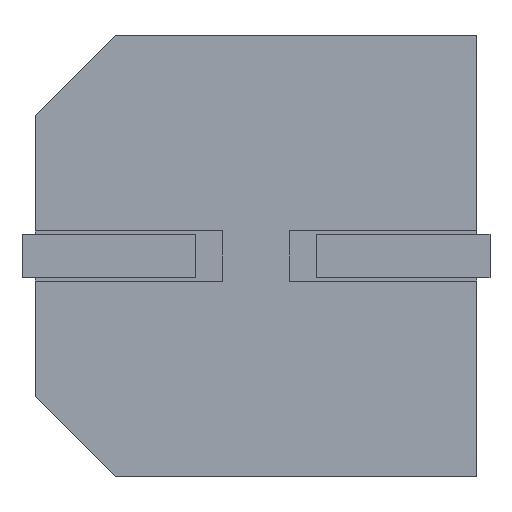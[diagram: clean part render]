
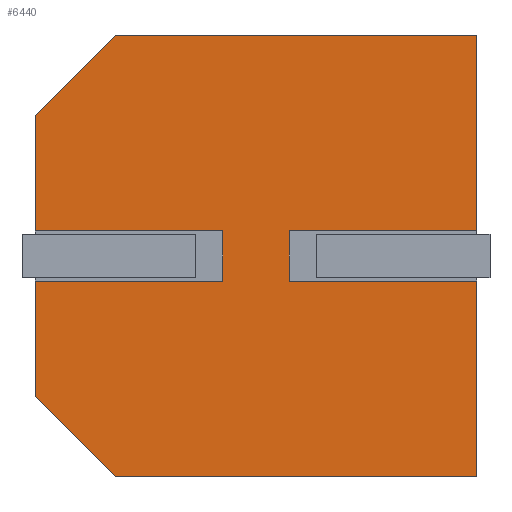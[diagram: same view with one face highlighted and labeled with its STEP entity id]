
A CAD part, front view. The second image highlights one B-rep face of the part: STEP entity #6440.
In plain terms, the highlighted planar face has unit normal (0, -1, 0).
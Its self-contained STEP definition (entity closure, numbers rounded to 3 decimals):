
#65 = DIRECTION ( 'NONE',  ( 1., 0., 0. ) ) ;
#78 = ORIENTED_EDGE ( 'NONE', *, *, #2262, .F. ) ;
#117 = EDGE_CURVE ( 'NONE', #4373, #4391, #4738, .T. ) ;
#168 = EDGE_CURVE ( 'NONE', #347, #635, #4172, .T. ) ;
#296 = EDGE_CURVE ( 'NONE', #4391, #2591, #1253, .T. ) ;
#347 = VERTEX_POINT ( 'NONE', #3440 ) ;
#400 = EDGE_CURVE ( 'NONE', #635, #4764, #6592, .T. ) ;
#431 = EDGE_CURVE ( 'NONE', #3088, #5439, #6745, .T. ) ;
#500 = CARTESIAN_POINT ( 'NONE',  ( -0.5, 0.1, -0.375 ) ) ;
#521 = DIRECTION ( 'NONE',  ( 0., 0., 1. ) ) ;
#614 = CARTESIAN_POINT ( 'NONE',  ( 0.5, 0.1, -0.375 ) ) ;
#635 = VERTEX_POINT ( 'NONE', #4966 ) ;
#643 = DIRECTION ( 'NONE',  ( 0., 0., 1. ) ) ;
#719 = AXIS2_PLACEMENT_3D ( 'NONE', #1519, #6300, #2007 ) ;
#742 = CARTESIAN_POINT ( 'NONE',  ( 3.3, 0.1, -3.3 ) ) ;
#743 = CARTESIAN_POINT ( 'NONE',  ( 3.3, 0.1, 3.3 ) ) ;
#777 = VECTOR ( 'NONE', #928, 1000. ) ;
#850 = CARTESIAN_POINT ( 'NONE',  ( -2.1, 0.1, -3.3 ) ) ;
#928 = DIRECTION ( 'NONE',  ( 1., 0., 0. ) ) ;
#998 = VECTOR ( 'NONE', #4235, 1000. ) ;
#1023 = ORIENTED_EDGE ( 'NONE', *, *, #4460, .F. ) ;
#1167 = ORIENTED_EDGE ( 'NONE', *, *, #5348, .F. ) ;
#1253 = LINE ( 'NONE', #1749, #2258 ) ;
#1474 = ORIENTED_EDGE ( 'NONE', *, *, #400, .F. ) ;
#1510 = ORIENTED_EDGE ( 'NONE', *, *, #1541, .F. ) ;
#1519 = CARTESIAN_POINT ( 'NONE',  ( 0., 0.1, 0. ) ) ;
#1538 = LINE ( 'NONE', #4229, #777 ) ;
#1541 = EDGE_CURVE ( 'NONE', #6059, #3349, #6568, .T. ) ;
#1558 = EDGE_CURVE ( 'NONE', #4285, #347, #6487, .T. ) ;
#1621 = LINE ( 'NONE', #614, #5697 ) ;
#1749 = CARTESIAN_POINT ( 'NONE',  ( -3.3, 0.1, 2.1 ) ) ;
#1764 = CARTESIAN_POINT ( 'NONE',  ( -0.5, 0.1, -0.375 ) ) ;
#1809 = DIRECTION ( 'NONE',  ( -0.707, 0., 0.707 ) ) ;
#1826 = CARTESIAN_POINT ( 'NONE',  ( -3.3, 0.1, -0.375 ) ) ;
#1829 = VECTOR ( 'NONE', #521, 1000. ) ;
#1855 = CARTESIAN_POINT ( 'NONE',  ( -3.3, 0.1, -2.1 ) ) ;
#1963 = ORIENTED_EDGE ( 'NONE', *, *, #117, .F. ) ;
#2007 = DIRECTION ( 'NONE',  ( 0., 0., 1. ) ) ;
#2044 = VECTOR ( 'NONE', #6716, 1000. ) ;
#2255 = VERTEX_POINT ( 'NONE', #3549 ) ;
#2258 = VECTOR ( 'NONE', #3929, 1000. ) ;
#2262 = EDGE_CURVE ( 'NONE', #2609, #6059, #5932, .T. ) ;
#2325 = EDGE_CURVE ( 'NONE', #2591, #4285, #1538, .T. ) ;
#2376 = VECTOR ( 'NONE', #6747, 1000. ) ;
#2412 = CARTESIAN_POINT ( 'NONE',  ( -3.3, 0.1, 0.375 ) ) ;
#2580 = CARTESIAN_POINT ( 'NONE',  ( -2.1, 0.1, -3.3 ) ) ;
#2591 = VERTEX_POINT ( 'NONE', #3230 ) ;
#2599 = ORIENTED_EDGE ( 'NONE', *, *, #2325, .F. ) ;
#2609 = VERTEX_POINT ( 'NONE', #5785 ) ;
#2704 = FACE_OUTER_BOUND ( 'NONE', #6168, .T. ) ;
#2758 = VECTOR ( 'NONE', #3022, 1000. ) ;
#2884 = CARTESIAN_POINT ( 'NONE',  ( 0.5, 0.1, -0.375 ) ) ;
#3022 = DIRECTION ( 'NONE',  ( -1., 0., 0. ) ) ;
#3088 = VERTEX_POINT ( 'NONE', #1764 ) ;
#3128 = PLANE ( 'NONE',  #719 ) ;
#3230 = CARTESIAN_POINT ( 'NONE',  ( -2.1, 0.1, 3.3 ) ) ;
#3349 = VERTEX_POINT ( 'NONE', #6391 ) ;
#3440 = CARTESIAN_POINT ( 'NONE',  ( 3.3, 0.1, 0.375 ) ) ;
#3466 = DIRECTION ( 'NONE',  ( 0., 0., -1. ) ) ;
#3521 = EDGE_CURVE ( 'NONE', #3349, #6811, #6254, .T. ) ;
#3549 = CARTESIAN_POINT ( 'NONE',  ( 3.3, 0.1, -0.375 ) ) ;
#3586 = CARTESIAN_POINT ( 'NONE',  ( 0.5, 0.1, 0.375 ) ) ;
#3759 = CARTESIAN_POINT ( 'NONE',  ( -0.5, 0.1, 0.375 ) ) ;
#3803 = CARTESIAN_POINT ( 'NONE',  ( -3.3, 0.1, -2.1 ) ) ;
#3847 = CARTESIAN_POINT ( 'NONE',  ( -0.5, 0.1, 0.375 ) ) ;
#3929 = DIRECTION ( 'NONE',  ( 0.707, 0., 0.707 ) ) ;
#3966 = DIRECTION ( 'NONE',  ( 0., 0., -1. ) ) ;
#3978 = CARTESIAN_POINT ( 'NONE',  ( 0.5, 0.1, -0.375 ) ) ;
#4016 = VECTOR ( 'NONE', #643, 1000. ) ;
#4172 = LINE ( 'NONE', #3586, #2758 ) ;
#4229 = CARTESIAN_POINT ( 'NONE',  ( -2.1, 0.1, 3.3 ) ) ;
#4235 = DIRECTION ( 'NONE',  ( 1., 0., 0. ) ) ;
#4285 = VERTEX_POINT ( 'NONE', #743 ) ;
#4373 = VERTEX_POINT ( 'NONE', #2412 ) ;
#4391 = VERTEX_POINT ( 'NONE', #6205 ) ;
#4460 = EDGE_CURVE ( 'NONE', #2255, #2609, #5375, .T. ) ;
#4599 = ORIENTED_EDGE ( 'NONE', *, *, #296, .F. ) ;
#4704 = EDGE_CURVE ( 'NONE', #4764, #2255, #1621, .T. ) ;
#4734 = ORIENTED_EDGE ( 'NONE', *, *, #1558, .F. ) ;
#4738 = LINE ( 'NONE', #1855, #5808 ) ;
#4764 = VERTEX_POINT ( 'NONE', #2884 ) ;
#4921 = VECTOR ( 'NONE', #1809, 1000. ) ;
#4966 = CARTESIAN_POINT ( 'NONE',  ( 0.5, 0.1, 0.375 ) ) ;
#5063 = ORIENTED_EDGE ( 'NONE', *, *, #4704, .F. ) ;
#5090 = ORIENTED_EDGE ( 'NONE', *, *, #6616, .F. ) ;
#5179 = VECTOR ( 'NONE', #3466, 1000. ) ;
#5348 = EDGE_CURVE ( 'NONE', #6811, #3088, #5668, .T. ) ;
#5375 = LINE ( 'NONE', #6184, #2044 ) ;
#5439 = VERTEX_POINT ( 'NONE', #3847 ) ;
#5517 = LINE ( 'NONE', #3759, #6837 ) ;
#5586 = DIRECTION ( 'NONE',  ( 0., 0., 1. ) ) ;
#5668 = LINE ( 'NONE', #500, #998 ) ;
#5697 = VECTOR ( 'NONE', #65, 1000. ) ;
#5722 = ORIENTED_EDGE ( 'NONE', *, *, #431, .F. ) ;
#5778 = ORIENTED_EDGE ( 'NONE', *, *, #3521, .F. ) ;
#5785 = CARTESIAN_POINT ( 'NONE',  ( 3.3, 0.1, -3.3 ) ) ;
#5808 = VECTOR ( 'NONE', #5586, 1000. ) ;
#5828 = DIRECTION ( 'NONE',  ( -1., 0., 0. ) ) ;
#5932 = LINE ( 'NONE', #850, #2376 ) ;
#6039 = ORIENTED_EDGE ( 'NONE', *, *, #168, .F. ) ;
#6059 = VERTEX_POINT ( 'NONE', #6496 ) ;
#6064 = VECTOR ( 'NONE', #3966, 1000. ) ;
#6168 = EDGE_LOOP ( 'NONE', ( #1023, #5063, #1474, #6039, #4734, #2599, #4599, #1963, #5090, #5722, #1167, #5778, #1510, #78 ) ) ;
#6184 = CARTESIAN_POINT ( 'NONE',  ( 3.3, 0.1, -3.3 ) ) ;
#6205 = CARTESIAN_POINT ( 'NONE',  ( -3.3, 0.1, 2.1 ) ) ;
#6254 = LINE ( 'NONE', #3803, #4016 ) ;
#6266 = CARTESIAN_POINT ( 'NONE',  ( -0.5, 0.1, -0.375 ) ) ;
#6300 = DIRECTION ( 'NONE',  ( 0., 1., 0. ) ) ;
#6391 = CARTESIAN_POINT ( 'NONE',  ( -3.3, 0.1, -2.1 ) ) ;
#6440 = ADVANCED_FACE ( 'NONE', ( #2704 ), #3128, .F. ) ;
#6487 = LINE ( 'NONE', #742, #6064 ) ;
#6496 = CARTESIAN_POINT ( 'NONE',  ( -2.1, 0.1, -3.3 ) ) ;
#6568 = LINE ( 'NONE', #2580, #4921 ) ;
#6592 = LINE ( 'NONE', #3978, #5179 ) ;
#6616 = EDGE_CURVE ( 'NONE', #5439, #4373, #5517, .T. ) ;
#6716 = DIRECTION ( 'NONE',  ( 0., 0., -1. ) ) ;
#6745 = LINE ( 'NONE', #6266, #1829 ) ;
#6747 = DIRECTION ( 'NONE',  ( -1., 0., 0. ) ) ;
#6811 = VERTEX_POINT ( 'NONE', #1826 ) ;
#6837 = VECTOR ( 'NONE', #5828, 1000. ) ;
